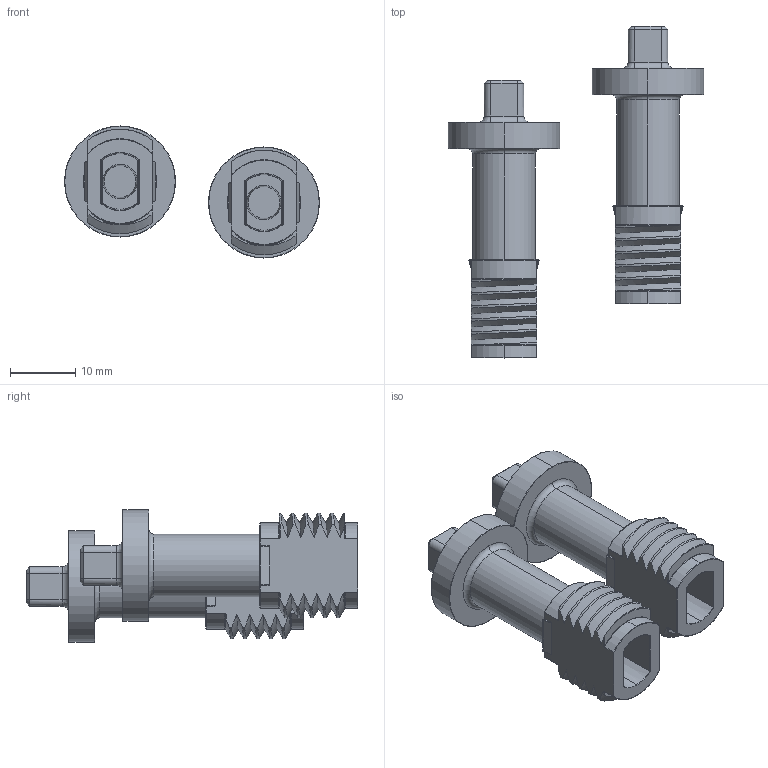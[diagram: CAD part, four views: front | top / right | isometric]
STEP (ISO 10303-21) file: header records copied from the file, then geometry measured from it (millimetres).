
FILE_DESCRIPTION (( 'STEP AP214' ), '1' );
FILE_NAME ('21630024.STEP', '2008-11-11T11:08:40', ( ' ' ), ( '' ), 'SwSTEP 2.0', 'SolidWorks 2008', '' );
FILE_SCHEMA (( 'AUTOMOTIVE_DESIGN' ));
Length unit declared in the file: millimetre
Products named in the file (2): 21630024; 93316_Standard
Assembly tree (2 placements, depth 2):
  21630024
    93316_Standard  x2
Bounding box: 39.01 x 50.76 x 20.21 mm (x, y, z)
Volume: 6642.2 mm3; surface area: 5788 mm2
Topology: 2 solids, 2 shells, 424 faces, 1034 edges, 600 vertices
Faces by surface type: cylinder 154, bspline 120, torus 64, plane 60, sphere 16, cone 10
Entity records: 11052 total; most frequent: CARTESIAN_POINT 6676, ORIENTED_EDGE 1010, DIRECTION 799, EDGE_CURVE 505, AXIS2_PLACEMENT_3D 328, VERTEX_POINT 300, EDGE_LOOP 217, ADVANCED_FACE 212
